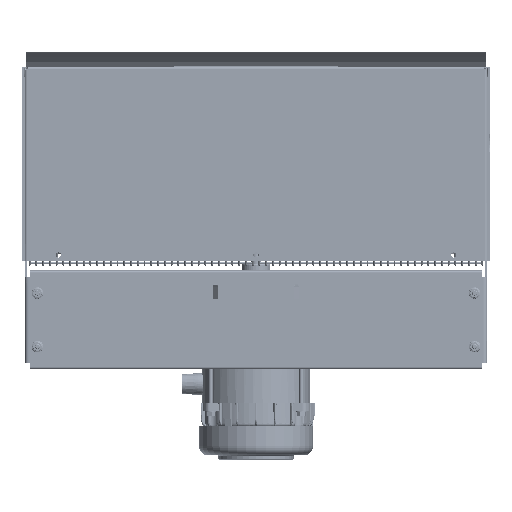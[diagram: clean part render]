
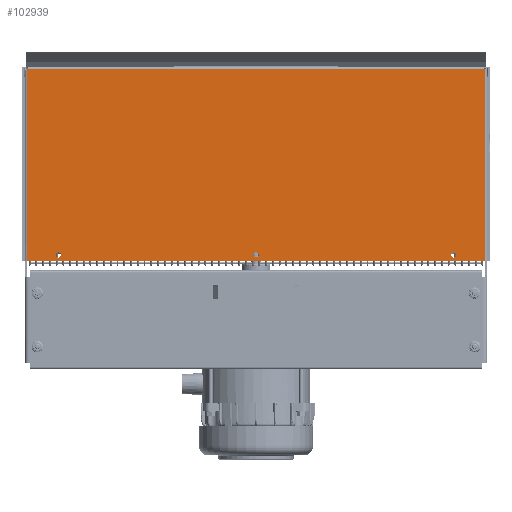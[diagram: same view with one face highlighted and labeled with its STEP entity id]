
A CAD part, front view. The second image highlights one B-rep face of the part: STEP entity #102939.
In plain terms, the highlighted face is planar.
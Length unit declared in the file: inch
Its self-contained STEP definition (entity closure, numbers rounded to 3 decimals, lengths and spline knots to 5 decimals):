
#7958 = LINE ( 'NONE', #55167, #7964 ) ;
#7964 = VECTOR ( 'NONE', #55157, 39.37008 ) ;
#16810 = FACE_BOUND ( 'NONE', #34666, .T. ) ;
#16812 = FACE_BOUND ( 'NONE', #34644, .T. ) ;
#16819 = FACE_BOUND ( 'NONE', #51331, .T. ) ;
#16826 = FACE_OUTER_BOUND ( 'NONE', #34665, .T. ) ;
#22935 = CARTESIAN_POINT ( 'NONE',  ( -13.98382, 24.18265, 0.0747 ) ) ;
#22938 = DIRECTION ( 'NONE',  ( 0., 0., -1. ) ) ;
#22941 = DIRECTION ( 'NONE',  ( 0., 1., 0. ) ) ;
#23001 = CARTESIAN_POINT ( 'NONE',  ( -9.81082, 24.10051, 0.0747 ) ) ;
#23017 = DIRECTION ( 'NONE',  ( -1., 0., 0. ) ) ;
#27347 = VERTEX_POINT ( 'NONE', #84767 ) ;
#27480 = VERTEX_POINT ( 'NONE', #84840 ) ;
#27847 = VERTEX_POINT ( 'NONE', #85057 ) ;
#27851 = VERTEX_POINT ( 'NONE', #85059 ) ;
#28043 = VERTEX_POINT ( 'NONE', #85141 ) ;
#28136 = VERTEX_POINT ( 'NONE', #85183 ) ;
#33060 = CARTESIAN_POINT ( 'NONE',  ( -25.35182, 22.04134, 0.0747 ) ) ;
#33062 = CARTESIAN_POINT ( 'NONE',  ( -25.35182, -1.6437, 0.0747 ) ) ;
#33064 = CARTESIAN_POINT ( 'NONE',  ( -25.35182, 10.3563, 0.0747 ) ) ;
#34644 = EDGE_LOOP ( 'NONE', ( #43428 ) ) ;
#34665 = EDGE_LOOP ( 'NONE', ( #43441, #43439, #43436, #43433, #43431, #43426 ) ) ;
#34666 = EDGE_LOOP ( 'NONE', ( #43443 ) ) ;
#43424 = ORIENTED_EDGE ( 'NONE', *, *, #64598, .T. ) ;
#43426 = ORIENTED_EDGE ( 'NONE', *, *, #64624, .F. ) ;
#43428 = ORIENTED_EDGE ( 'NONE', *, *, #64603, .F. ) ;
#43431 = ORIENTED_EDGE ( 'NONE', *, *, #64622, .F. ) ;
#43433 = ORIENTED_EDGE ( 'NONE', *, *, #64619, .T. ) ;
#43436 = ORIENTED_EDGE ( 'NONE', *, *, #64148, .T. ) ;
#43439 = ORIENTED_EDGE ( 'NONE', *, *, #64135, .T. ) ;
#43441 = ORIENTED_EDGE ( 'NONE', *, *, #99605, .F. ) ;
#43443 = ORIENTED_EDGE ( 'NONE', *, *, #64633, .F. ) ;
#50699 = CIRCLE ( 'NONE', #143908, 0.125 ) ;
#50703 = LINE ( 'NONE', #23001, #50704 ) ;
#50704 = VECTOR ( 'NONE', #23017, 39.37008 ) ;
#50954 = LINE ( 'NONE', #91269, #50976 ) ;
#50960 = CIRCLE ( 'NONE', #143990, 0.15748 ) ;
#50963 = CIRCLE ( 'NONE', #143992, 0.15748 ) ;
#50973 = CIRCLE ( 'NONE', #143994, 0.125 ) ;
#50975 = LINE ( 'NONE', #91290, #50978 ) ;
#50976 = VECTOR ( 'NONE', #91286, 39.37008 ) ;
#50978 = VECTOR ( 'NONE', #91292, 39.37008 ) ;
#50981 = CIRCLE ( 'NONE', #143997, 0.15748 ) ;
#51331 = EDGE_LOOP ( 'NONE', ( #43424 ) ) ;
#55157 = DIRECTION ( 'NONE',  ( 0., -1., 0. ) ) ;
#55167 = CARTESIAN_POINT ( 'NONE',  ( -14.06596, -4.71768, 0.0747 ) ) ;
#64135 = EDGE_CURVE ( 'NONE', #27347, #28043, #50699, .T. ) ;
#64148 = EDGE_CURVE ( 'NONE', #28043, #27847, #50703, .T. ) ;
#64598 = EDGE_CURVE ( 'NONE', #108238, #108238, #50960, .T. ) ;
#64603 = EDGE_CURVE ( 'NONE', #108243, #108243, #50963, .T. ) ;
#64619 = EDGE_CURVE ( 'NONE', #27847, #27851, #50954, .T. ) ;
#64622 = EDGE_CURVE ( 'NONE', #28136, #27851, #50975, .T. ) ;
#64624 = EDGE_CURVE ( 'NONE', #27480, #28136, #50973, .T. ) ;
#64633 = EDGE_CURVE ( 'NONE', #108247, #108247, #50981, .T. ) ;
#82294 = DIRECTION ( 'NONE',  ( 0., 0., 1. ) ) ;
#82295 = PLANE ( 'NONE',  #134271 ) ;
#82297 = CARTESIAN_POINT ( 'NONE',  ( -9.81082, -4.71768, 0.0747 ) ) ;
#82298 = DIRECTION ( 'NONE',  ( 0., 1., 0. ) ) ;
#84767 = CARTESIAN_POINT ( 'NONE',  ( -14.06596, 24.08842, 0.0747 ) ) ;
#84840 = CARTESIAN_POINT ( 'NONE',  ( -14.06596, -3.69077, 0.0747 ) ) ;
#85057 = CARTESIAN_POINT ( 'NONE',  ( -25.72682, 24.10051, 0.0747 ) ) ;
#85059 = CARTESIAN_POINT ( 'NONE',  ( -25.72682, -3.70286, 0.0747 ) ) ;
#85141 = CARTESIAN_POINT ( 'NONE',  ( -14.07805, 24.10051, 0.0747 ) ) ;
#85183 = CARTESIAN_POINT ( 'NONE',  ( -14.07805, -3.70286, 0.0747 ) ) ;
#91240 = CARTESIAN_POINT ( 'NONE',  ( -25.35182, 22.19882, 0.0747 ) ) ;
#91242 = DIRECTION ( 'NONE',  ( 0., 0., -1. ) ) ;
#91244 = DIRECTION ( 'NONE',  ( 0., -1., 0. ) ) ;
#91255 = CARTESIAN_POINT ( 'NONE',  ( -25.35182, -1.80118, 0.0747 ) ) ;
#91257 = DIRECTION ( 'NONE',  ( 0., 0., 1. ) ) ;
#91258 = DIRECTION ( 'NONE',  ( 0., 1., 0. ) ) ;
#91269 = CARTESIAN_POINT ( 'NONE',  ( -25.72682, -4.71768, 0.0747 ) ) ;
#91286 = DIRECTION ( 'NONE',  ( 0., -1., 0. ) ) ;
#91290 = CARTESIAN_POINT ( 'NONE',  ( -9.81082, -3.70286, 0.0747 ) ) ;
#91292 = DIRECTION ( 'NONE',  ( -1., 0., 0. ) ) ;
#91298 = CARTESIAN_POINT ( 'NONE',  ( -13.98382, -3.785, 0.0747 ) ) ;
#91300 = DIRECTION ( 'NONE',  ( 0., 0., 1. ) ) ;
#91301 = DIRECTION ( 'NONE',  ( 0., -1., 0. ) ) ;
#91325 = CARTESIAN_POINT ( 'NONE',  ( -25.35182, 10.19882, 0.0747 ) ) ;
#91327 = DIRECTION ( 'NONE',  ( 0., 0., 1. ) ) ;
#91329 = DIRECTION ( 'NONE',  ( 0., 1., 0. ) ) ;
#99605 = EDGE_CURVE ( 'NONE', #27347, #27480, #7958, .T. ) ;
#102939 = ADVANCED_FACE ( 'NONE', ( #16810, #16826, #16812, #16819 ), #82295, .T. ) ;
#108238 = VERTEX_POINT ( 'NONE', #33060 ) ;
#108243 = VERTEX_POINT ( 'NONE', #33062 ) ;
#108247 = VERTEX_POINT ( 'NONE', #33064 ) ;
#134271 = AXIS2_PLACEMENT_3D ( 'NONE', #82297, #82294, #82298 ) ;
#143908 = AXIS2_PLACEMENT_3D ( 'NONE', #22935, #22938, #22941 ) ;
#143990 = AXIS2_PLACEMENT_3D ( 'NONE', #91240, #91242, #91244 ) ;
#143992 = AXIS2_PLACEMENT_3D ( 'NONE', #91255, #91257, #91258 ) ;
#143994 = AXIS2_PLACEMENT_3D ( 'NONE', #91298, #91300, #91301 ) ;
#143997 = AXIS2_PLACEMENT_3D ( 'NONE', #91325, #91327, #91329 ) ;
